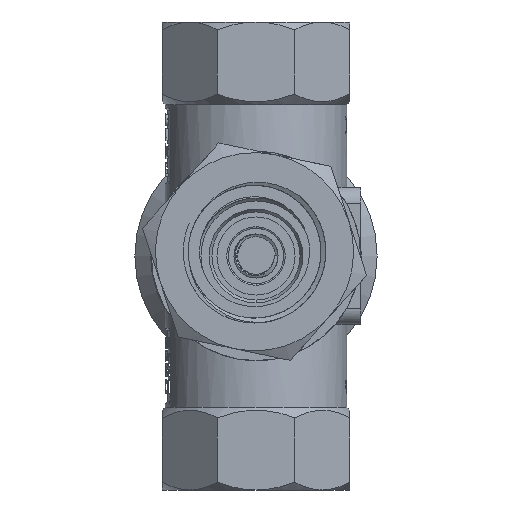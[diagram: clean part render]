
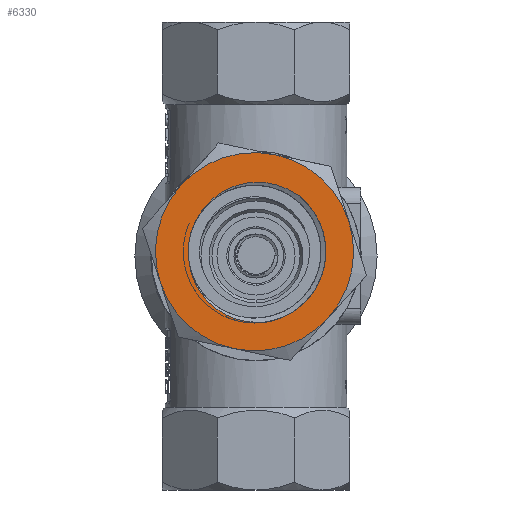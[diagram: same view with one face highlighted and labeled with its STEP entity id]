
A CAD part, front view. The second image highlights one B-rep face of the part: STEP entity #6330.
In plain terms, the highlighted planar face has unit normal (0, -1, 0).
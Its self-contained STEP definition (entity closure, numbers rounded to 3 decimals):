
#313=CARTESIAN_POINT('',(11.523,-75.72,74.694));
#333=CARTESIAN_POINT('',(11.524,-75.72,74.694));
#334=CARTESIAN_POINT('',(12.201,-75.72,74.859));
#335=CARTESIAN_POINT('',(13.51,-75.72,75.292));
#336=CARTESIAN_POINT('',(15.364,-75.72,76.256));
#337=CARTESIAN_POINT('',(17.04,-75.72,77.503));
#338=CARTESIAN_POINT('',(18.502,-75.72,79.014));
#339=CARTESIAN_POINT('',(19.69,-75.72,80.719));
#340=CARTESIAN_POINT('',(20.596,-75.72,82.602));
#341=CARTESIAN_POINT('',(21.189,-75.72,84.607));
#342=CARTESIAN_POINT('',(21.454,-75.72,86.685));
#343=CARTESIAN_POINT('',(21.381,-75.72,88.78));
#344=CARTESIAN_POINT('',(20.971,-75.72,90.841));
#345=CARTESIAN_POINT('',(20.243,-75.72,92.791));
#346=CARTESIAN_POINT('',(19.212,-75.72,94.605));
#347=CARTESIAN_POINT('',(17.9,-75.72,96.234));
#348=CARTESIAN_POINT('',(16.869,-75.72,97.162));
#349=CARTESIAN_POINT('',(16.31,-75.72,97.588));
#366=CARTESIAN_POINT('',(-3.402,-75.72,85.077));
#367=CARTESIAN_POINT('',(-3.311,-75.72,84.42));
#368=CARTESIAN_POINT('',(-3.023,-75.72,83.138));
#369=CARTESIAN_POINT('',(-2.286,-75.72,81.303));
#370=CARTESIAN_POINT('',(-1.24,-75.72,79.579));
#371=CARTESIAN_POINT('',(0.067,-75.72,78.047));
#372=CARTESIAN_POINT('',(1.642,-75.72,76.723));
#373=CARTESIAN_POINT('',(3.405,-75.72,75.678));
#374=CARTESIAN_POINT('',(5.34,-75.72,74.925));
#375=CARTESIAN_POINT('',(7.365,-75.72,74.491));
#376=CARTESIAN_POINT('',(9.444,-75.72,74.396));
#377=CARTESIAN_POINT('',(10.829,-75.72,74.555));
#378=CARTESIAN_POINT('',(11.524,-75.72,74.694));
#380=CARTESIAN_POINT('',(8.453,-75.72,87.283));
#381=DIRECTION('',(0.,-1.,0.));
#382=DIRECTION('',(-0.95,0.,-0.312));
#383=AXIS2_PLACEMENT_3D('',#380,#381,#382);
#385=CARTESIAN_POINT('',(8.453,-75.72,87.283));
#386=DIRECTION('',(0.,-1.,0.));
#387=DIRECTION('',(-0.745,0.,0.667));
#388=AXIS2_PLACEMENT_3D('',#385,#386,#387);
#390=CARTESIAN_POINT('',(8.453,-75.72,87.283));
#391=DIRECTION('',(0.,-1.,0.));
#392=DIRECTION('',(0.205,0.,0.979));
#393=AXIS2_PLACEMENT_3D('',#390,#391,#392);
#395=CARTESIAN_POINT('',(8.453,-75.72,87.283));
#396=DIRECTION('',(0.,-1.,0.));
#397=DIRECTION('',(0.95,0.,0.312));
#398=AXIS2_PLACEMENT_3D('',#395,#396,#397);
#400=CARTESIAN_POINT('',(8.453,-75.72,87.283));
#401=DIRECTION('',(0.,-1.,0.));
#402=DIRECTION('',(0.745,0.,-0.667));
#403=AXIS2_PLACEMENT_3D('',#400,#401,#402);
#405=CARTESIAN_POINT('',(8.453,-75.72,87.283));
#406=DIRECTION('',(0.,-1.,0.));
#407=DIRECTION('',(-0.205,0.,-0.979));
#408=AXIS2_PLACEMENT_3D('',#405,#406,#407);
#410=CARTESIAN_POINT('',(8.453,-75.72,87.283));
#411=DIRECTION('',(0.,1.,0.));
#412=DIRECTION('',(-0.983,0.,-0.183));
#413=AXIS2_PLACEMENT_3D('',#410,#411,#412);
#466=CARTESIAN_POINT('',(4.769,-75.72,69.664));
#684=CARTESIAN_POINT('',(12.136,-75.72,104.902));
#720=CARTESIAN_POINT('',(-8.648,-75.72,81.664));
#722=CARTESIAN_POINT('',(-4.964,-75.72,99.283));
#735=CARTESIAN_POINT('',(-3.402,-75.72,85.077));
#1174=CARTESIAN_POINT('',(16.31,-75.72,97.588));
#1175=CARTESIAN_POINT('',(15.779,-75.72,97.958));
#1176=CARTESIAN_POINT('',(14.682,-75.72,98.606));
#1177=CARTESIAN_POINT('',(12.935,-75.72,99.321));
#1178=CARTESIAN_POINT('',(11.106,-75.72,99.765));
#1179=CARTESIAN_POINT('',(9.235,-75.72,99.936));
#1180=CARTESIAN_POINT('',(7.378,-75.72,99.834));
#1181=CARTESIAN_POINT('',(5.55,-75.72,99.458));
#1182=CARTESIAN_POINT('',(3.828,-75.72,98.824));
#1183=CARTESIAN_POINT('',(2.21,-75.72,97.937));
#1184=CARTESIAN_POINT('',(0.768,-75.72,
96.846));
#1185=CARTESIAN_POINT('',(-0.503,-75.72,
95.548));
#1186=CARTESIAN_POINT('',(-1.208,-75.72,
94.572));
#1187=CARTESIAN_POINT('',(-1.525,-75.72,
94.055));
#3666=VERTEX_POINT('',#720);
#3684=VERTEX_POINT('',#722);
#3685=CARTESIAN_POINT('',(21.869,-75.72,75.284));
#3686=CARTESIAN_POINT('',(25.553,-75.72,92.903));
#3687=VERTEX_POINT('',#3685);
#3688=VERTEX_POINT('',#3686);
#3698=VERTEX_POINT('',#735);
#3715=VERTEX_POINT('',#684);
#3722=VERTEX_POINT('',#466);
#3735=VERTEX_POINT('',#313);
#3754=CARTESIAN_POINT('',(-1.525,-75.72,
94.055));
#3755=VERTEX_POINT('',#3754);
#3763=VERTEX_POINT('',#349);
#6303=CARTESIAN_POINT('',(8.453,-75.72,87.283));
#6304=DIRECTION('',(0.,-1.,0.));
#6305=DIRECTION('',(-0.205,0.,-0.979));
#6306=AXIS2_PLACEMENT_3D('',#6303,#6304,#6305);
#6307=PLANE('',#6306);
#6309=ORIENTED_EDGE('',*,*,#6308,.F.);
#6311=ORIENTED_EDGE('',*,*,#6310,.F.);
#6313=ORIENTED_EDGE('',*,*,#6312,.F.);
#6315=ORIENTED_EDGE('',*,*,#6314,.F.);
#6317=ORIENTED_EDGE('',*,*,#6316,.F.);
#6319=ORIENTED_EDGE('',*,*,#6318,.F.);
#6320=EDGE_LOOP('',(#6309,#6311,#6313,#6315,#6317,#6319));
#6321=FACE_OUTER_BOUND('',#6320,.F.);
#6323=ORIENTED_EDGE('',*,*,#6322,.F.);
#6324=ORIENTED_EDGE('',*,*,#6268,.T.);
#6325=ORIENTED_EDGE('',*,*,#5048,.T.);
#6327=ORIENTED_EDGE('',*,*,#6326,.T.);
#6328=EDGE_LOOP('',(#6323,#6324,#6325,#6327));
#6329=FACE_BOUND('',#6328,.F.);
#6330=ADVANCED_FACE('',(#6321,#6329),#6307,.T.);
#350=B_SPLINE_CURVE_WITH_KNOTS('',3,(#333,#334,#335,#336,#337,#338,#339,#340,
#341,#342,#343,#344,#345,#346,#347,#348,#349),.UNSPECIFIED.,.F.,.F.,(4,1,1,1,1,
1,1,1,1,1,1,1,1,1,4),(0.,0.071,0.143,
0.214,0.286,0.357,0.429,0.5,
0.571,0.643,0.714,0.786,
0.857,0.929,1.),.UNSPECIFIED.);
#379=B_SPLINE_CURVE_WITH_KNOTS('',3,(#366,#367,#368,#369,#370,#371,#372,#373,
#374,#375,#376,#377,#378),.UNSPECIFIED.,.F.,.F.,(4,1,1,1,1,1,1,1,1,1,4),(0.,
0.1,0.2,0.3,0.4,0.5,0.6,0.7,0.8,0.9,1.),.UNSPECIFIED.);
#384=CIRCLE('',#383,18.);
#389=CIRCLE('',#388,18.);
#394=CIRCLE('',#393,18.);
#399=CIRCLE('',#398,18.);
#404=CIRCLE('',#403,18.);
#409=CIRCLE('',#408,18.);
#414=CIRCLE('',#413,12.058);
#1188=B_SPLINE_CURVE_WITH_KNOTS('',3,(#1174,#1175,#1176,#1177,#1178,#1179,#1180,
#1181,#1182,#1183,#1184,#1185,#1186,#1187),.UNSPECIFIED.,.F.,.F.,(4,1,1,1,1,1,1,
1,1,1,1,4),(0.,0.091,0.182,0.273,
0.364,0.455,0.545,0.636,
0.727,0.818,0.909,1.),.UNSPECIFIED.);
#5048=EDGE_CURVE('',#3735,#3763,#350,.T.);
#6268=EDGE_CURVE('',#3698,#3735,#379,.T.);
#6308=EDGE_CURVE('',#3666,#3722,#384,.T.);
#6310=EDGE_CURVE('',#3684,#3666,#389,.T.);
#6312=EDGE_CURVE('',#3715,#3684,#394,.T.);
#6314=EDGE_CURVE('',#3688,#3715,#399,.T.);
#6316=EDGE_CURVE('',#3687,#3688,#404,.T.);
#6318=EDGE_CURVE('',#3722,#3687,#409,.T.);
#6322=EDGE_CURVE('',#3698,#3755,#414,.T.);
#6326=EDGE_CURVE('',#3763,#3755,#1188,.T.);
